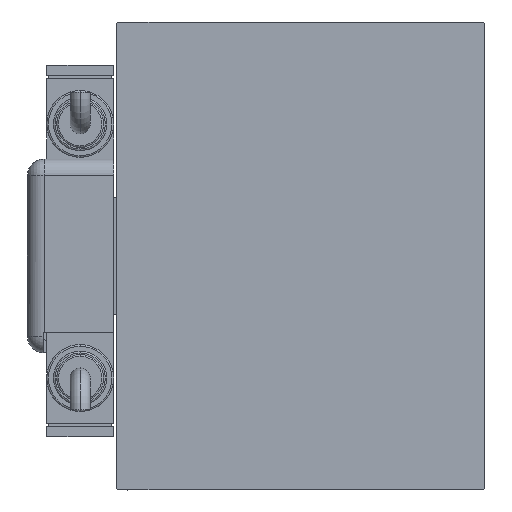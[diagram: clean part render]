
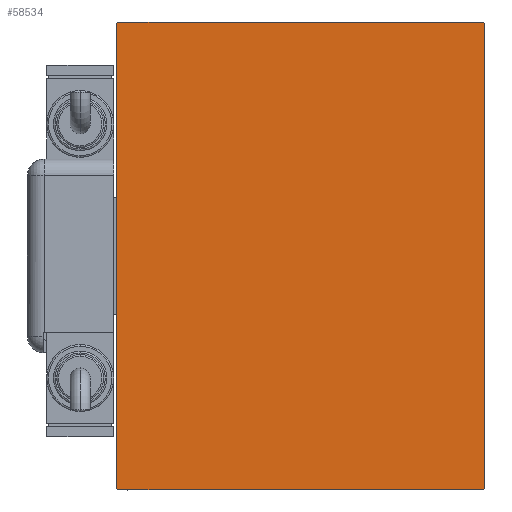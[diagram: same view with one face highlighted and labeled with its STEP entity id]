
A CAD part, left-side view. The second image highlights one B-rep face of the part: STEP entity #58534.
In plain terms, the highlighted face is planar.
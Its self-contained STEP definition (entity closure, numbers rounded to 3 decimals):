
#993 = DIRECTION ( 'NONE',  ( 0., -1., 0. ) ) ;
#1438 = CARTESIAN_POINT ( 'NONE',  ( 173., -62.35, 62.35 ) ) ;
#1597 = AXIS2_PLACEMENT_3D ( 'NONE', #26751, #22533, #55324 ) ;
#5906 = VERTEX_POINT ( 'NONE', #42850 ) ;
#7735 = CARTESIAN_POINT ( 'NONE',  ( 173., 55., -70. ) ) ;
#8993 = DIRECTION ( 'NONE',  ( 0., 0.707, -0.707 ) ) ;
#9597 = PLANE ( 'NONE',  #1597 ) ;
#10156 = EDGE_CURVE ( 'NONE', #27235, #40329, #26969, .T. ) ;
#11062 = CARTESIAN_POINT ( 'NONE',  ( 173., -54.7, -70. ) ) ;
#11272 = ORIENTED_EDGE ( 'NONE', *, *, #57656, .T. ) ;
#11655 = VECTOR ( 'NONE', #8993, 1000. ) ;
#11936 = ORIENTED_EDGE ( 'NONE', *, *, #34153, .T. ) ;
#12049 = CARTESIAN_POINT ( 'NONE',  ( 173., -55., 70. ) ) ;
#12390 = VERTEX_POINT ( 'NONE', #31785 ) ;
#14729 = EDGE_CURVE ( 'NONE', #19526, #5906, #34918, .T. ) ;
#15145 = CARTESIAN_POINT ( 'NONE',  ( 173., 55., 70. ) ) ;
#15263 = CARTESIAN_POINT ( 'NONE',  ( 173., 54.7, -70. ) ) ;
#17438 = FACE_OUTER_BOUND ( 'NONE', #54912, .T. ) ;
#18101 = ORIENTED_EDGE ( 'NONE', *, *, #43610, .T. ) ;
#18217 = ORIENTED_EDGE ( 'NONE', *, *, #37211, .T. ) ;
#19102 = EDGE_CURVE ( 'NONE', #32099, #27235, #37606, .T. ) ;
#19526 = VERTEX_POINT ( 'NONE', #33314 ) ;
#20687 = LINE ( 'NONE', #7735, #59086 ) ;
#21130 = LINE ( 'NONE', #31870, #11655 ) ;
#22435 = ORIENTED_EDGE ( 'NONE', *, *, #25177, .T. ) ;
#22533 = DIRECTION ( 'NONE',  ( 1., 0., 0. ) ) ;
#24330 = LINE ( 'NONE', #1438, #26814 ) ;
#25177 = EDGE_CURVE ( 'NONE', #30936, #46481, #40693, .T. ) ;
#26751 = CARTESIAN_POINT ( 'NONE',  ( 173., 0., 0. ) ) ;
#26814 = VECTOR ( 'NONE', #51998, 1000. ) ;
#26969 = LINE ( 'NONE', #54938, #58241 ) ;
#27235 = VERTEX_POINT ( 'NONE', #15263 ) ;
#27403 = CARTESIAN_POINT ( 'NONE',  ( 173., 55., -69.7 ) ) ;
#30936 = VERTEX_POINT ( 'NONE', #34230 ) ;
#31785 = CARTESIAN_POINT ( 'NONE',  ( 173., -54.7, 70. ) ) ;
#31870 = CARTESIAN_POINT ( 'NONE',  ( 173., -62.35, -62.35 ) ) ;
#32099 = VERTEX_POINT ( 'NONE', #11062 ) ;
#33295 = VECTOR ( 'NONE', #47854, 1000. ) ;
#33314 = CARTESIAN_POINT ( 'NONE',  ( 173., -55., 69.7 ) ) ;
#34153 = EDGE_CURVE ( 'NONE', #12390, #19526, #24330, .T. ) ;
#34230 = CARTESIAN_POINT ( 'NONE',  ( 173., 55., 69.7 ) ) ;
#34244 = ORIENTED_EDGE ( 'NONE', *, *, #19102, .T. ) ;
#34652 = VECTOR ( 'NONE', #993, 1000. ) ;
#34918 = LINE ( 'NONE', #12049, #33295 ) ;
#36713 = DIRECTION ( 'NONE',  ( 0., 1., 0. ) ) ;
#36888 = DIRECTION ( 'NONE',  ( 0., 0.707, 0.707 ) ) ;
#37211 = EDGE_CURVE ( 'NONE', #46481, #12390, #51251, .T. ) ;
#37606 = LINE ( 'NONE', #59572, #50756 ) ;
#39312 = CARTESIAN_POINT ( 'NONE',  ( 173., 54.7, 70. ) ) ;
#39629 = DIRECTION ( 'NONE',  ( 0., 0., 1. ) ) ;
#40329 = VERTEX_POINT ( 'NONE', #27403 ) ;
#40693 = LINE ( 'NONE', #58447, #51920 ) ;
#42850 = CARTESIAN_POINT ( 'NONE',  ( 173., -55., -69.7 ) ) ;
#43610 = EDGE_CURVE ( 'NONE', #5906, #32099, #21130, .T. ) ;
#46481 = VERTEX_POINT ( 'NONE', #39312 ) ;
#47767 = ORIENTED_EDGE ( 'NONE', *, *, #14729, .T. ) ;
#47854 = DIRECTION ( 'NONE',  ( 0., 0., -1. ) ) ;
#50658 = ORIENTED_EDGE ( 'NONE', *, *, #10156, .T. ) ;
#50756 = VECTOR ( 'NONE', #36713, 1000. ) ;
#51251 = LINE ( 'NONE', #15145, #34652 ) ;
#51920 = VECTOR ( 'NONE', #59032, 1000. ) ;
#51998 = DIRECTION ( 'NONE',  ( 0., -0.707, -0.707 ) ) ;
#54912 = EDGE_LOOP ( 'NONE', ( #34244, #50658, #11272, #22435, #18217, #11936, #47767, #18101 ) ) ;
#54938 = CARTESIAN_POINT ( 'NONE',  ( 173., 62.35, -62.35 ) ) ;
#55324 = DIRECTION ( 'NONE',  ( 0., 0., -1. ) ) ;
#57656 = EDGE_CURVE ( 'NONE', #40329, #30936, #20687, .T. ) ;
#58241 = VECTOR ( 'NONE', #36888, 1000. ) ;
#58447 = CARTESIAN_POINT ( 'NONE',  ( 173., 62.35, 62.35 ) ) ;
#58534 = ADVANCED_FACE ( 'NONE', ( #17438 ), #9597, .T. ) ;
#59032 = DIRECTION ( 'NONE',  ( 0., -0.707, 0.707 ) ) ;
#59086 = VECTOR ( 'NONE', #39629, 1000. ) ;
#59572 = CARTESIAN_POINT ( 'NONE',  ( 173., -55., -70. ) ) ;
